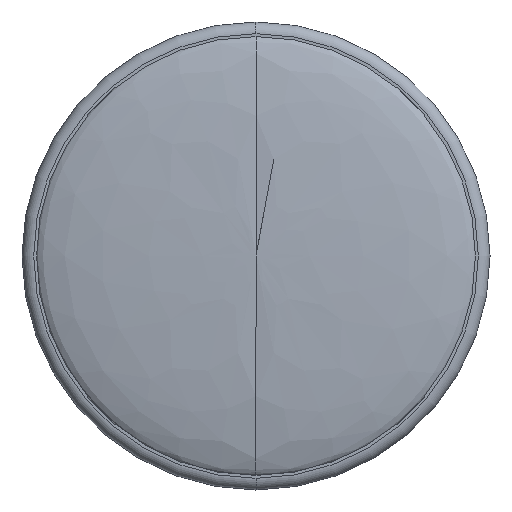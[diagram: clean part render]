
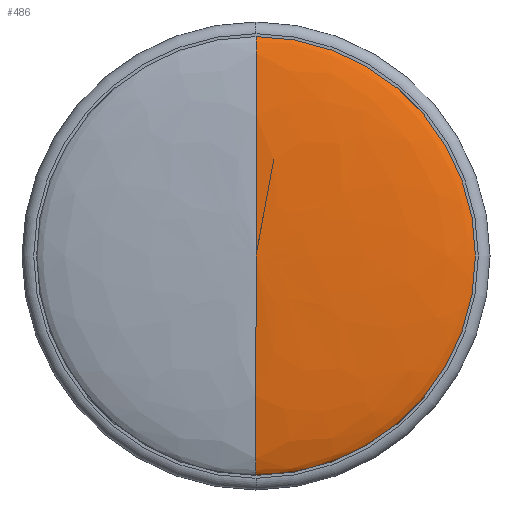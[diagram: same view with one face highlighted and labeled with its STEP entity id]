
A CAD part, left-side view. The second image highlights one B-rep face of the part: STEP entity #486.
In plain terms, the highlighted free-form (B-spline) face has degree [3, 3] with [4, 4] control points.
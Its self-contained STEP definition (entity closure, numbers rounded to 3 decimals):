
#2 = CARTESIAN_POINT ( 'NONE',  ( -0.067, 0., 1.875 ) ) ;
#49 = CARTESIAN_POINT ( 'NONE',  ( -0.067, 0., -1.875 ) ) ;
#106 = CARTESIAN_POINT ( 'NONE',  ( -0.067, 0., -1.875 ) ) ;
#110 = CARTESIAN_POINT ( 'NONE',  ( -0.15, -2.197, 1.098 ) ) ;
#195 =( BOUNDED_CURVE ( )  B_SPLINE_CURVE ( 3, ( #657, #945, #49, #271 ),
 .UNSPECIFIED., .F., .F. ) 
 B_SPLINE_CURVE_WITH_KNOTS ( ( 4, 4 ),
 ( 4.712, 6.283 ),
 .UNSPECIFIED. ) 
 CURVE ( )  GEOMETRIC_REPRESENTATION_ITEM ( )  RATIONAL_B_SPLINE_CURVE ( ( 1., 0.805, 0.805, 1. ) ) 
 REPRESENTATION_ITEM ( '' )  );
#202 = CARTESIAN_POINT ( 'NONE',  ( 0.05, -3.75, -1.875 ) ) ;
#233 = VERTEX_POINT ( 'NONE', #407 ) ;
#237 = CARTESIAN_POINT ( 'NONE',  ( 0.05, 0., 1.875 ) ) ;
#242 = FACE_OUTER_BOUND ( 'NONE', #255, .T. ) ;
#255 = EDGE_LOOP ( 'NONE', ( #1154, #1109, #1232 ) ) ;
#271 = CARTESIAN_POINT ( 'NONE',  ( 0.05, 0., -1.875 ) ) ;
#298 = CARTESIAN_POINT ( 'NONE',  ( -0.15, 0., -1.098 ) ) ;
#302 = EDGE_CURVE ( 'NONE', #233, #844, #1036, .T. ) ;
#384 = EDGE_CURVE ( 'NONE', #233, #901, #195, .T. ) ;
#407 = CARTESIAN_POINT ( 'NONE',  ( -0.15, 0., 0. ) ) ;
#412 = CARTESIAN_POINT ( 'NONE',  ( -0.067, -3.75, -1.875 ) ) ;
#450 = CIRCLE ( 'NONE', #893, 1.875 ) ;
#486 = ADVANCED_FACE ( 'NONE', ( #242 ), #910, .T. ) ;
#499 = CARTESIAN_POINT ( 'NONE',  ( -0.15, 0., 0. ) ) ;
#601 = CARTESIAN_POINT ( 'NONE',  ( -0.15, 0., 0. ) ) ;
#607 = CARTESIAN_POINT ( 'NONE',  ( -0.15, -2.197, -1.098 ) ) ;
#657 = CARTESIAN_POINT ( 'NONE',  ( -0.15, 0., 0. ) ) ;
#728 = DIRECTION ( 'NONE',  ( 0., 0., 1. ) ) ;
#792 = CARTESIAN_POINT ( 'NONE',  ( 0.05, 0., 1.875 ) ) ;
#798 = CARTESIAN_POINT ( 'NONE',  ( 0.05, 0., -1.875 ) ) ;
#808 = CARTESIAN_POINT ( 'NONE',  ( 0.05, 0., -1.875 ) ) ;
#814 = CARTESIAN_POINT ( 'NONE',  ( -0.15, 0., 0. ) ) ;
#843 = DIRECTION ( 'NONE',  ( -1., 0., 0. ) ) ;
#844 = VERTEX_POINT ( 'NONE', #792 ) ;
#893 = AXIS2_PLACEMENT_3D ( 'NONE', #1051, #843, #728 ) ;
#896 = CARTESIAN_POINT ( 'NONE',  ( -0.15, 0., 0. ) ) ;
#900 = CARTESIAN_POINT ( 'NONE',  ( -0.067, -3.75, 1.875 ) ) ;
#901 = VERTEX_POINT ( 'NONE', #808 ) ;
#910 =( BOUNDED_SURFACE ( )  B_SPLINE_SURFACE ( 3, 3, ( 
 ( #499, #601, #936, #896 ),
 ( #298, #607, #110, #1112 ),
 ( #106, #412, #900, #2 ),
 ( #798, #202, #1292, #237 ) ),
 .UNSPECIFIED., .F., .F., .F. ) 
 B_SPLINE_SURFACE_WITH_KNOTS ( ( 4, 4 ),
 ( 4, 4 ),
 ( 0., 1. ),
 ( 0., 1. ),
 .UNSPECIFIED. ) 
 GEOMETRIC_REPRESENTATION_ITEM ( )  RATIONAL_B_SPLINE_SURFACE ( (
 ( 1., 0.333, 0.333, 1.),
 ( 0.805, 0.268, 0.268, 0.805),
 ( 0.805, 0.268, 0.268, 0.805),
 ( 1., 0.333, 0.333, 1.) ) ) 
 REPRESENTATION_ITEM ( '' )  SURFACE ( )  );
#936 = CARTESIAN_POINT ( 'NONE',  ( -0.15, 0., 0. ) ) ;
#945 = CARTESIAN_POINT ( 'NONE',  ( -0.15, 0., -1.098 ) ) ;
#1000 = CARTESIAN_POINT ( 'NONE',  ( -0.15, 0., 1.098 ) ) ;
#1036 =( BOUNDED_CURVE ( )  B_SPLINE_CURVE ( 3, ( #814, #1000, #1208, #1129 ),
 .UNSPECIFIED., .F., .F. ) 
 B_SPLINE_CURVE_WITH_KNOTS ( ( 4, 4 ),
 ( 4.712, 6.283 ),
 .UNSPECIFIED. ) 
 CURVE ( )  GEOMETRIC_REPRESENTATION_ITEM ( )  RATIONAL_B_SPLINE_CURVE ( ( 1., 0.805, 0.805, 1. ) ) 
 REPRESENTATION_ITEM ( '' )  );
#1051 = CARTESIAN_POINT ( 'NONE',  ( 0.05, 0., 0. ) ) ;
#1109 = ORIENTED_EDGE ( 'NONE', *, *, #384, .T. ) ;
#1112 = CARTESIAN_POINT ( 'NONE',  ( -0.15, 0., 1.098 ) ) ;
#1129 = CARTESIAN_POINT ( 'NONE',  ( 0.05, 0., 1.875 ) ) ;
#1139 = EDGE_CURVE ( 'NONE', #901, #844, #450, .T. ) ;
#1154 = ORIENTED_EDGE ( 'NONE', *, *, #302, .F. ) ;
#1208 = CARTESIAN_POINT ( 'NONE',  ( -0.067, 0., 1.875 ) ) ;
#1232 = ORIENTED_EDGE ( 'NONE', *, *, #1139, .T. ) ;
#1292 = CARTESIAN_POINT ( 'NONE',  ( 0.05, -3.75, 1.875 ) ) ;
